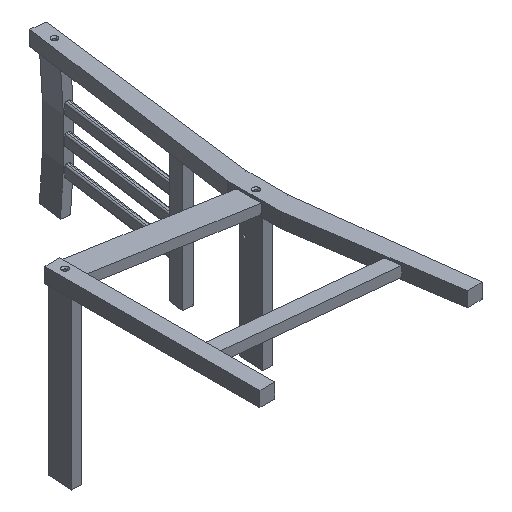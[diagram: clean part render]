
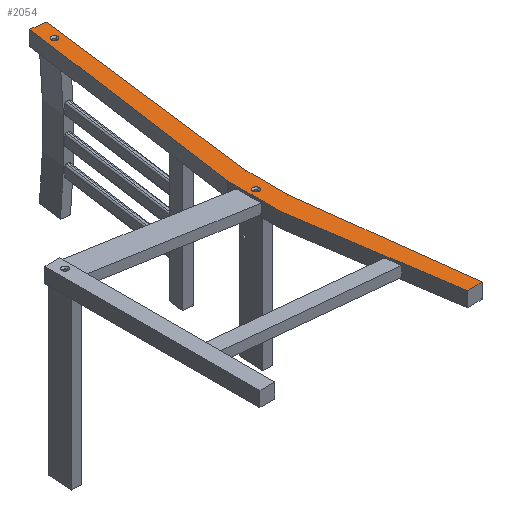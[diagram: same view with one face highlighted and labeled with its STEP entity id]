
A CAD part, isometric view. The second image highlights one B-rep face of the part: STEP entity #2054.
In plain terms, the highlighted planar face has unit normal (0, 0, 1).
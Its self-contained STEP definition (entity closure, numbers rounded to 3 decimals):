
#91 = CIRCLE ( 'NONE', #1328, 6.3 ) ;
#231 = CARTESIAN_POINT ( 'NONE',  ( 402.39, 0., -20. ) ) ;
#304 = AXIS2_PLACEMENT_3D ( 'NONE', #1889, #448, #3940 ) ;
#362 = ORIENTED_EDGE ( 'NONE', *, *, #987, .F. ) ;
#444 = EDGE_CURVE ( 'NONE', #4944, #4310, #5005, .T. ) ;
#448 = DIRECTION ( 'NONE',  ( 0., 0., -1. ) ) ;
#508 = LINE ( 'NONE', #3761, #4797 ) ;
#710 = LINE ( 'NONE', #3493, #3751 ) ;
#716 = VECTOR ( 'NONE', #2665, 1000. ) ;
#763 = VERTEX_POINT ( 'NONE', #4521 ) ;
#821 = ORIENTED_EDGE ( 'NONE', *, *, #4887, .F. ) ;
#886 = DIRECTION ( 'NONE',  ( 1., 0., 0. ) ) ;
#975 = CARTESIAN_POINT ( 'NONE',  ( 423.049, 860.216, -20. ) ) ;
#976 = FACE_OUTER_BOUND ( 'NONE', #2777, .T. ) ;
#987 = EDGE_CURVE ( 'NONE', #1914, #1462, #3930, .T. ) ;
#1022 = AXIS2_PLACEMENT_3D ( 'NONE', #4889, #1411, #886 ) ;
#1034 = CARTESIAN_POINT ( 'NONE',  ( 419.966, 900.574, -20. ) ) ;
#1107 = LINE ( 'NONE', #6404, #6331 ) ;
#1146 = CARTESIAN_POINT ( 'NONE',  ( 429.349, 860.216, -20. ) ) ;
#1170 = EDGE_CURVE ( 'NONE', #1462, #1914, #91, .T. ) ;
#1218 = ORIENTED_EDGE ( 'NONE', *, *, #2975, .F. ) ;
#1328 = AXIS2_PLACEMENT_3D ( 'NONE', #2753, #3820, #5264 ) ;
#1343 = VECTOR ( 'NONE', #5846, 1000. ) ;
#1346 = LINE ( 'NONE', #3451, #3995 ) ;
#1411 = DIRECTION ( 'NONE',  ( 0., 0., 1. ) ) ;
#1462 = VERTEX_POINT ( 'NONE', #2891 ) ;
#1518 = VERTEX_POINT ( 'NONE', #1034 ) ;
#1525 = ORIENTED_EDGE ( 'NONE', *, *, #3891, .F. ) ;
#1619 = DIRECTION ( 'NONE',  ( 1., 0., 0. ) ) ;
#1631 = CARTESIAN_POINT ( 'NONE',  ( 391.534, 435., -20. ) ) ;
#1648 = ORIENTED_EDGE ( 'NONE', *, *, #4011, .F. ) ;
#1863 = ORIENTED_EDGE ( 'NONE', *, *, #3795, .F. ) ;
#1889 = CARTESIAN_POINT ( 'NONE',  ( 450.245, 0., -20. ) ) ;
#1914 = VERTEX_POINT ( 'NONE', #4297 ) ;
#1923 = CARTESIAN_POINT ( 'NONE',  ( 391.534, 452.989, -20. ) ) ;
#1987 = EDGE_CURVE ( 'NONE', #6052, #5062, #508, .T. ) ;
#2046 = CARTESIAN_POINT ( 'NONE',  ( 354.534, 328.013, -20. ) ) ;
#2054 = ADVANCED_FACE ( 'NONE', ( #3018, #3633, #976 ), #4924, .F. ) ;
#2143 = VERTEX_POINT ( 'NONE', #2379 ) ;
#2275 = LINE ( 'NONE', #1923, #1343 ) ;
#2379 = CARTESIAN_POINT ( 'NONE',  ( 434.534, 0., -20. ) ) ;
#2451 = CARTESIAN_POINT ( 'NONE',  ( 449.674, 896.399, -20. ) ) ;
#2665 = DIRECTION ( 'NONE',  ( -0.125, -0.992, 0. ) ) ;
#2729 = DIRECTION ( 'NONE',  ( -1., 0., 0. ) ) ;
#2753 = CARTESIAN_POINT ( 'NONE',  ( 368.205, 391.455, -20. ) ) ;
#2777 = EDGE_LOOP ( 'NONE', ( #1218, #6324, #1525, #5426, #1863, #3353, #821, #6416 ) ) ;
#2833 = DIRECTION ( 'NONE',  ( 0., 0., 1. ) ) ;
#2891 = CARTESIAN_POINT ( 'NONE',  ( 374.505, 391.455, -20. ) ) ;
#2895 = EDGE_LOOP ( 'NONE', ( #1648, #6448 ) ) ;
#2921 = DIRECTION ( 'NONE',  ( -0.151, 0.989, 0. ) ) ;
#2975 = EDGE_CURVE ( 'NONE', #2143, #6052, #3087, .T. ) ;
#3018 = FACE_BOUND ( 'NONE', #4046, .T. ) ;
#3087 = LINE ( 'NONE', #231, #4626 ) ;
#3149 = VECTOR ( 'NONE', #3469, 1000. ) ;
#3251 = VERTEX_POINT ( 'NONE', #3461 ) ;
#3328 = AXIS2_PLACEMENT_3D ( 'NONE', #1146, #5087, #1619 ) ;
#3353 = ORIENTED_EDGE ( 'NONE', *, *, #6309, .F. ) ;
#3436 = DIRECTION ( 'NONE',  ( 0.99, -0.139, 0. ) ) ;
#3451 = CARTESIAN_POINT ( 'NONE',  ( 434.534, 0., -20. ) ) ;
#3461 = CARTESIAN_POINT ( 'NONE',  ( 354.534, 435., -20. ) ) ;
#3469 = DIRECTION ( 'NONE',  ( 0.139, 0.99, 0. ) ) ;
#3493 = CARTESIAN_POINT ( 'NONE',  ( 354.534, 452.989, -20. ) ) ;
#3633 = FACE_BOUND ( 'NONE', #2895, .T. ) ;
#3751 = VECTOR ( 'NONE', #4976, 1000. ) ;
#3761 = CARTESIAN_POINT ( 'NONE',  ( 354.534, 328.013, -20. ) ) ;
#3795 = EDGE_CURVE ( 'NONE', #1518, #3806, #1107, .T. ) ;
#3806 = VERTEX_POINT ( 'NONE', #2451 ) ;
#3820 = DIRECTION ( 'NONE',  ( 0., 0., 1. ) ) ;
#3891 = EDGE_CURVE ( 'NONE', #3972, #763, #2275, .T. ) ;
#3930 = CIRCLE ( 'NONE', #5336, 6.3 ) ;
#3932 = LINE ( 'NONE', #4848, #3149 ) ;
#3940 = DIRECTION ( 'NONE',  ( -1., 0., 0. ) ) ;
#3966 = DIRECTION ( 'NONE',  ( 0.122, -0.993, 0. ) ) ;
#3972 = VERTEX_POINT ( 'NONE', #4488 ) ;
#3995 = VECTOR ( 'NONE', #3966, 1000. ) ;
#4011 = EDGE_CURVE ( 'NONE', #4310, #4944, #4231, .T. ) ;
#4046 = EDGE_LOOP ( 'NONE', ( #5212, #362 ) ) ;
#4069 = LINE ( 'NONE', #1631, #716 ) ;
#4231 = CIRCLE ( 'NONE', #3328, 6.3 ) ;
#4297 = CARTESIAN_POINT ( 'NONE',  ( 361.905, 391.455, -20. ) ) ;
#4310 = VERTEX_POINT ( 'NONE', #5262 ) ;
#4488 = CARTESIAN_POINT ( 'NONE',  ( 391.534, 435., -20. ) ) ;
#4521 = CARTESIAN_POINT ( 'NONE',  ( 391.534, 350.095, -20. ) ) ;
#4530 = EDGE_CURVE ( 'NONE', #3806, #3972, #4069, .T. ) ;
#4626 = VECTOR ( 'NONE', #2729, 1000. ) ;
#4797 = VECTOR ( 'NONE', #2921, 1000. ) ;
#4848 = CARTESIAN_POINT ( 'NONE',  ( 419.966, 900.574, -20. ) ) ;
#4887 = EDGE_CURVE ( 'NONE', #5062, #3251, #710, .T. ) ;
#4889 = CARTESIAN_POINT ( 'NONE',  ( 429.349, 860.216, -20. ) ) ;
#4924 = PLANE ( 'NONE',  #304 ) ;
#4944 = VERTEX_POINT ( 'NONE', #975 ) ;
#4976 = DIRECTION ( 'NONE',  ( 0., 1., 0. ) ) ;
#5005 = CIRCLE ( 'NONE', #1022, 6.3 ) ;
#5062 = VERTEX_POINT ( 'NONE', #2046 ) ;
#5087 = DIRECTION ( 'NONE',  ( 0., 0., 1. ) ) ;
#5140 = CARTESIAN_POINT ( 'NONE',  ( 404.534, 0., -20. ) ) ;
#5212 = ORIENTED_EDGE ( 'NONE', *, *, #1170, .F. ) ;
#5262 = CARTESIAN_POINT ( 'NONE',  ( 435.649, 860.216, -20. ) ) ;
#5264 = DIRECTION ( 'NONE',  ( 1., 0., 0. ) ) ;
#5336 = AXIS2_PLACEMENT_3D ( 'NONE', #5737, #2833, #5761 ) ;
#5426 = ORIENTED_EDGE ( 'NONE', *, *, #4530, .F. ) ;
#5737 = CARTESIAN_POINT ( 'NONE',  ( 368.205, 391.455, -20. ) ) ;
#5761 = DIRECTION ( 'NONE',  ( 1., 0., 0. ) ) ;
#5846 = DIRECTION ( 'NONE',  ( 0., -1., 0. ) ) ;
#6052 = VERTEX_POINT ( 'NONE', #5140 ) ;
#6309 = EDGE_CURVE ( 'NONE', #3251, #1518, #3932, .T. ) ;
#6324 = ORIENTED_EDGE ( 'NONE', *, *, #6376, .F. ) ;
#6331 = VECTOR ( 'NONE', #3436, 1000. ) ;
#6376 = EDGE_CURVE ( 'NONE', #763, #2143, #1346, .T. ) ;
#6404 = CARTESIAN_POINT ( 'NONE',  ( 449.674, 896.399, -20. ) ) ;
#6416 = ORIENTED_EDGE ( 'NONE', *, *, #1987, .F. ) ;
#6448 = ORIENTED_EDGE ( 'NONE', *, *, #444, .F. ) ;
